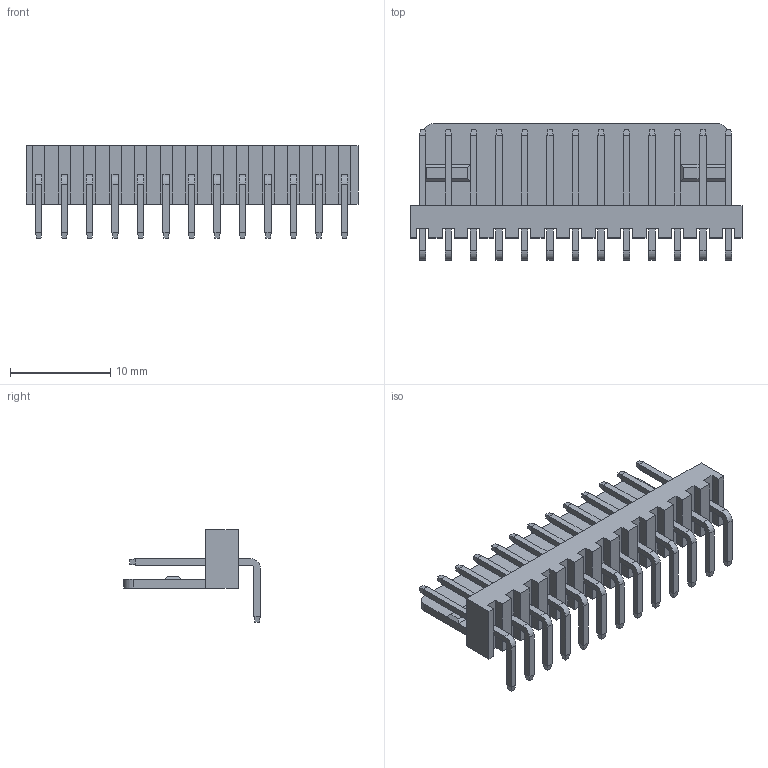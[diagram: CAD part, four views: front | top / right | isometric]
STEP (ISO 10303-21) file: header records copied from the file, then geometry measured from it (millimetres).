
FILE_DESCRIPTION (( 'STEP AP203' ), '1' );
FILE_NAME ('11634, SWR25X-NRTC-S13-RB-BA.STEP', '2015-05-20T02:23:43', ( '' ), ( '' ), 'SwSTEP 2.0', 'SolidWorks 2012', '' );
FILE_SCHEMA (( 'CONFIG_CONTROL_DESIGN' ));
Length unit declared in the file: millimetre
Products named in the file (1): 11634, SWR25X-NRTC-S13-RB-BA
Bounding box: 33.1 x 13.62 x 9.2 mm (x, y, z)
Volume: 834.6 mm3; surface area: 1812.1 mm2
Topology: 3 solids, 3 shells, 412 faces, 992 edges, 608 vertices
Faces by surface type: plane 384, cylinder 28
Entity records: 11653 total; most frequent: CARTESIAN_POINT 2013, ORIENTED_EDGE 1984, DIRECTION 1874, EDGE_CURVE 992, LINE 936, VECTOR 936, VERTEX_POINT 608, AXIS2_PLACEMENT_3D 469
